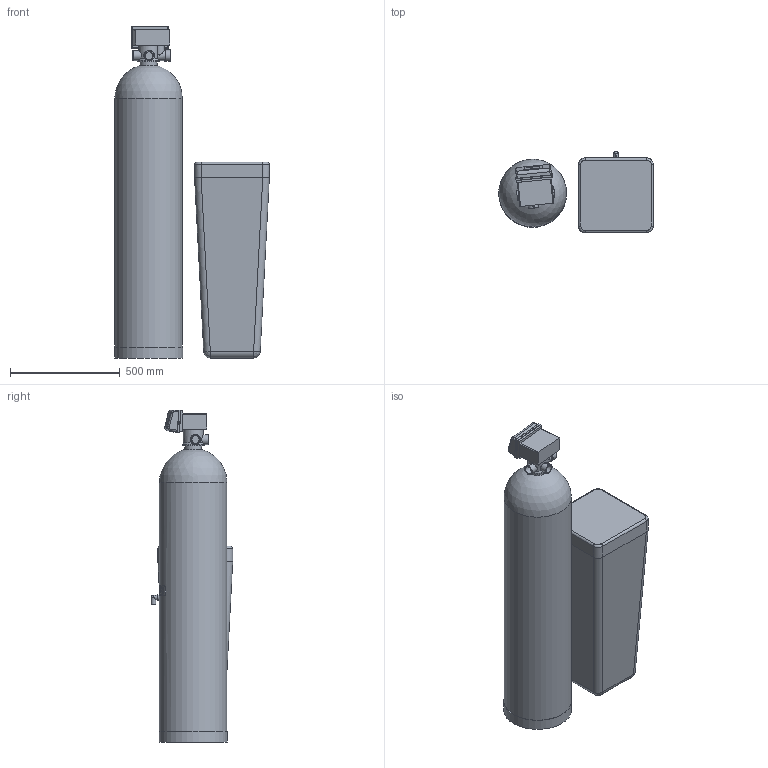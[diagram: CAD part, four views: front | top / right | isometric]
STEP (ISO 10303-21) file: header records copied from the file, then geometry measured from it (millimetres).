
FILE_DESCRIPTION(('STEP AP203'), '1');
FILE_NAME('栖闉罻 43', '2017-08-02T19:10:50', ('UNSPECIFIED'), ('UNSPECIFIED'), 'ASCON STEP Converter 1.3', 'ASCON Math Kernel', '');
FILE_SCHEMA(('CONFIG_CONTROL_DESIGN'));
Length unit declared in the file: millimetre
Assembly tree (2 placements, depth 2):
  (unnamed)
    (unnamed)
    (unnamed)
Bounding box: 703.32 x 370 x 1509.91 mm (x, y, z)
Volume: 177967414.5 mm3; surface area: 2709954.6 mm2
Topology: 2 solids, 2 shells, 636 faces, 1729 edges, 1122 vertices
Faces by surface type: cylinder 426, plane 177, bspline 16, sphere 10, torus 4, cone 3
Full cylindrical faces by diameter (mm): 20 x2, 25 x1, 36 x2, 38 x1, 45 x3, 52 x1, 76 x1, 99.238 x1, 307 x1, 309 x1
Entity records: 35745 total; most frequent: CARTESIAN_POINT 16329, ORIENTED_EDGE 3392, DIRECTION 2266, EDGE_CURVE 1696, VERTEX_POINT 1122, AXIS2_PLACEMENT_3D 788, B_SPLINE_CURVE_WITH_KNOTS 723, EDGE_LOOP 694
